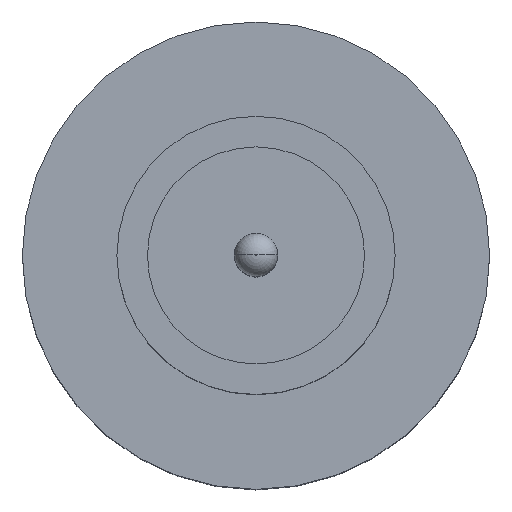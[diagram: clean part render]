
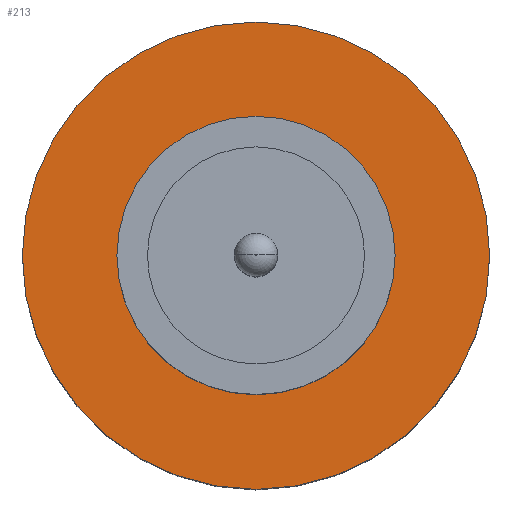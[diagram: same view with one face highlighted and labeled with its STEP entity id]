
A CAD part, top view. The second image highlights one B-rep face of the part: STEP entity #213.
In plain terms, the highlighted planar face has unit normal (0, 0, 1).
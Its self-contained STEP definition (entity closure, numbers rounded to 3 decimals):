
#36 = ORIENTED_EDGE ( 'NONE', *, *, #725, .F. ) ;
#66 = DIRECTION ( 'NONE',  ( 1., 0., 0. ) ) ;
#70 = EDGE_CURVE ( 'NONE', #835, #475, #464, .T. ) ;
#72 = CIRCLE ( 'NONE', #386, 1.25 ) ;
#150 = CARTESIAN_POINT ( 'NONE',  ( 1.25, 0., 1.55 ) ) ;
#166 = ORIENTED_EDGE ( 'NONE', *, *, #505, .T. ) ;
#175 = CARTESIAN_POINT ( 'NONE',  ( 0., 0., 1.55 ) ) ;
#188 = AXIS2_PLACEMENT_3D ( 'NONE', #392, #775, #66 ) ;
#213 = ADVANCED_FACE ( 'NONE', ( #954, #299 ), #362, .T. ) ;
#243 = DIRECTION ( 'NONE',  ( 1., 0., 0. ) ) ;
#262 = DIRECTION ( 'NONE',  ( 0., 0., 1. ) ) ;
#293 = VERTEX_POINT ( 'NONE', #971 ) ;
#297 = ORIENTED_EDGE ( 'NONE', *, *, #70, .F. ) ;
#299 = FACE_OUTER_BOUND ( 'NONE', #339, .T. ) ;
#313 = CARTESIAN_POINT ( 'NONE',  ( -1.25, 0., 1.55 ) ) ;
#321 = VERTEX_POINT ( 'NONE', #458 ) ;
#339 = EDGE_LOOP ( 'NONE', ( #544, #166 ) ) ;
#362 = PLANE ( 'NONE',  #380 ) ;
#380 = AXIS2_PLACEMENT_3D ( 'NONE', #522, #885, #446 ) ;
#386 = AXIS2_PLACEMENT_3D ( 'NONE', #992, #539, #834 ) ;
#392 = CARTESIAN_POINT ( 'NONE',  ( 0., 0., 1.55 ) ) ;
#428 = AXIS2_PLACEMENT_3D ( 'NONE', #878, #262, #243 ) ;
#446 = DIRECTION ( 'NONE',  ( 1., 0., 0. ) ) ;
#458 = CARTESIAN_POINT ( 'NONE',  ( -2.1, 0., 1.55 ) ) ;
#464 = CIRCLE ( 'NONE', #993, 1.25 ) ;
#475 = VERTEX_POINT ( 'NONE', #150 ) ;
#501 = DIRECTION ( 'NONE',  ( 0., 0., 1. ) ) ;
#505 = EDGE_CURVE ( 'NONE', #293, #321, #826, .T. ) ;
#522 = CARTESIAN_POINT ( 'NONE',  ( 0., 0., 1.55 ) ) ;
#539 = DIRECTION ( 'NONE',  ( 0., 0., 1. ) ) ;
#544 = ORIENTED_EDGE ( 'NONE', *, *, #934, .T. ) ;
#642 = EDGE_LOOP ( 'NONE', ( #36, #297 ) ) ;
#650 = CIRCLE ( 'NONE', #428, 2.1 ) ;
#725 = EDGE_CURVE ( 'NONE', #475, #835, #72, .T. ) ;
#775 = DIRECTION ( 'NONE',  ( 0., 0., 1. ) ) ;
#826 = CIRCLE ( 'NONE', #188, 2.1 ) ;
#834 = DIRECTION ( 'NONE',  ( 1., 0., 0. ) ) ;
#835 = VERTEX_POINT ( 'NONE', #313 ) ;
#872 = DIRECTION ( 'NONE',  ( 1., 0., 0. ) ) ;
#878 = CARTESIAN_POINT ( 'NONE',  ( 0., 0., 1.55 ) ) ;
#885 = DIRECTION ( 'NONE',  ( 0., 0., 1. ) ) ;
#934 = EDGE_CURVE ( 'NONE', #321, #293, #650, .T. ) ;
#954 = FACE_BOUND ( 'NONE', #642, .T. ) ;
#971 = CARTESIAN_POINT ( 'NONE',  ( 2.1, 0., 1.55 ) ) ;
#992 = CARTESIAN_POINT ( 'NONE',  ( 0., 0., 1.55 ) ) ;
#993 = AXIS2_PLACEMENT_3D ( 'NONE', #175, #501, #872 ) ;
